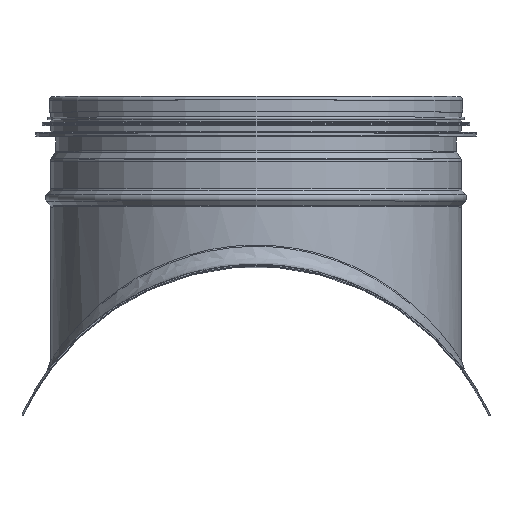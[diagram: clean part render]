
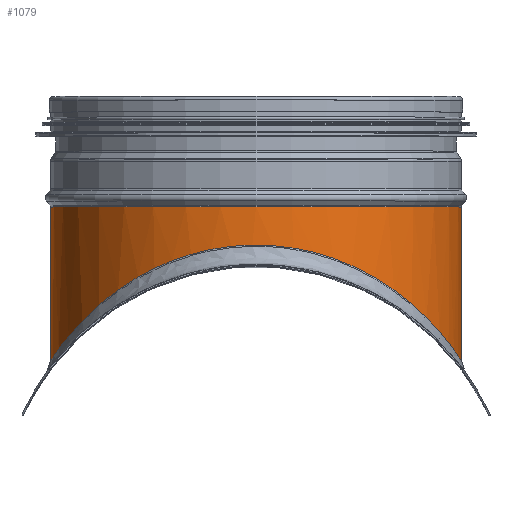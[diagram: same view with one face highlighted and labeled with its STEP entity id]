
A CAD part, top view. The second image highlights one B-rep face of the part: STEP entity #1079.
In plain terms, the highlighted cylindrical face has radius 79 mm (diameter 158 mm), a full revolution.
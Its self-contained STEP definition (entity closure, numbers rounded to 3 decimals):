
#785=CARTESIAN_POINT('',(0.,106.475,-79.));
#786=VERTEX_POINT('',#785);
#794=CARTESIAN_POINT('',(0.,106.476,-79.001));
#795=CARTESIAN_POINT('',(6.279,106.476,-79.001));
#796=CARTESIAN_POINT('',(18.839,105.112,-77.477));
#797=CARTESIAN_POINT('',(35.991,99.509,-71.074));
#798=CARTESIAN_POINT('',(50.598,91.445,-61.47));
#799=CARTESIAN_POINT('',(63.712,81.084,-48.048));
#800=CARTESIAN_POINT('',(72.269,71.521,-33.487));
#801=CARTESIAN_POINT('',(77.109,64.937,-18.548));
#802=CARTESIAN_POINT('',(79.08,61.969,-6.347));
#803=CARTESIAN_POINT('',(79.081,61.964,6.343));
#804=CARTESIAN_POINT('',(77.328,64.61,17.185));
#805=CARTESIAN_POINT('',(73.975,69.212,28.567));
#806=CARTESIAN_POINT('',(67.553,77.057,42.376));
#807=CARTESIAN_POINT('',(55.203,88.549,57.978));
#808=CARTESIAN_POINT('',(36.347,99.822,71.491));
#809=CARTESIAN_POINT('',(16.757,105.59,78.001));
#810=CARTESIAN_POINT('',(0.,106.768,79.332));
#811=CARTESIAN_POINT('',(-16.76,105.59,78.001));
#812=CARTESIAN_POINT('',(-36.346,99.823,71.49));
#813=CARTESIAN_POINT('',(-55.203,88.547,57.979));
#814=CARTESIAN_POINT('',(-66.782,77.774,43.348));
#815=CARTESIAN_POINT('',(-73.485,69.857,29.757));
#816=CARTESIAN_POINT('',(-77.105,64.947,18.547));
#817=CARTESIAN_POINT('',(-79.082,61.962,6.346));
#818=CARTESIAN_POINT('',(-79.08,61.969,-6.342));
#819=CARTESIAN_POINT('',(-77.11,64.935,-18.544));
#820=CARTESIAN_POINT('',(-72.269,71.521,-33.487));
#821=CARTESIAN_POINT('',(-63.714,81.083,-48.045));
#822=CARTESIAN_POINT('',(-50.598,91.444,-61.471));
#823=CARTESIAN_POINT('',(-38.425,98.166,-69.473));
#824=CARTESIAN_POINT('',(-27.417,102.308,-74.275));
#825=CARTESIAN_POINT('',(-15.696,105.455,-77.858));
#826=CARTESIAN_POINT('',(-6.279,106.477,-79.001));
#827=CARTESIAN_POINT('',(0.,106.476,-79.001));
#828=B_SPLINE_CURVE_WITH_KNOTS('',3,(#794,#795,#796,#797,#798,#799,#800,#801,#802,#803,#804,#805,#806,#807,#808,#809,#810,#811,#812,#813,#814,#815,#816,#817,#818,#819,#820,#821,#822,#823,#824,#825,#826,#827),.UNSPECIFIED.,.T.,.U.,(4,1,1,1,1,1,1,1,1,1,1,1,1,1,1,1,1,1,1,1,1,1,1,1,1,1,1,1,1,1,1,4),(28.885,30.948,33.011,35.074,37.138,39.888,41.264,42.639,44.015,45.39,46.307,48.141,50.892,53.643,56.394,57.77,59.145,61.896,64.647,67.398,68.773,70.149,71.524,72.9,74.275,75.651,78.402,80.465,82.528,83.56,84.591,86.654),.UNSPECIFIED.);
#829=EDGE_CURVE('',#786,#786,#828,.T.);
#1060=CARTESIAN_POINT('',(0.,90.45,0.0));
#1061=DIRECTION('',(0.,1.0,0.0));
#1062=DIRECTION('',(-1.0,0.0,0.0));
#1063=AXIS2_PLACEMENT_3D('',#1060,#1061,#1062);
#1064=CYLINDRICAL_SURFACE('',#1063,79.);
#1065=CARTESIAN_POINT('',(-79.,121.2,0.0));
#1066=VERTEX_POINT('',#1065);
#1067=CARTESIAN_POINT('',(0.,121.2,0.0));
#1068=DIRECTION('',(0.0,1.0,0.0));
#1069=DIRECTION('',(-1.0,0.0,0.0));
#1070=AXIS2_PLACEMENT_3D('',#1067,#1068,#1069);
#1071=CIRCLE('',#1070,79.);
#1072=EDGE_CURVE('',#1066,#1066,#1071,.T.);
#1073=ORIENTED_EDGE('',*,*,#1072,.F.);
#1074=EDGE_LOOP('',(#1073));
#1075=FACE_OUTER_BOUND('',#1074,.T.);
#1076=ORIENTED_EDGE('',*,*,#829,.F.);
#1077=EDGE_LOOP('',(#1076));
#1078=FACE_BOUND('',#1077,.T.);
#1079=ADVANCED_FACE('',(#1075,#1078),#1064,.T.);
